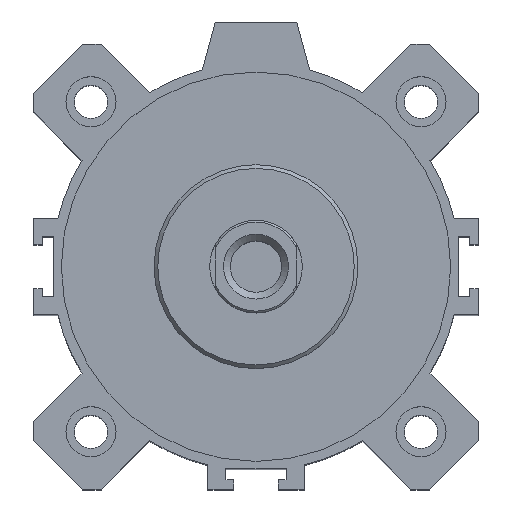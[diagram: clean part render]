
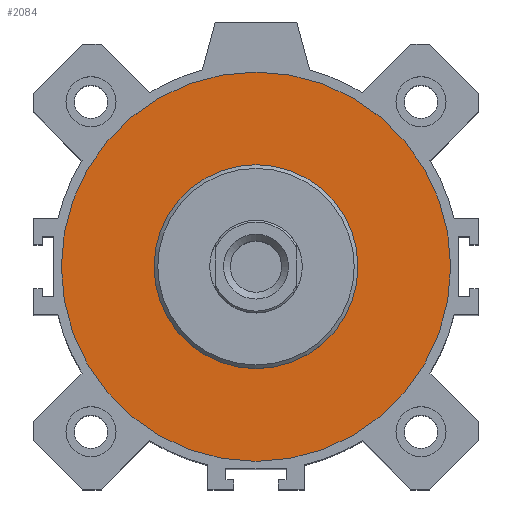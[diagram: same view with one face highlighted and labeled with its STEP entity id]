
A CAD part, top view. The second image highlights one B-rep face of the part: STEP entity #2084.
In plain terms, the highlighted planar face has unit normal (0, 0, 1).
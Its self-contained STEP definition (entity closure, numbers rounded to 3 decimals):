
#428=PLANE('',#2226);
#519=FACE_BOUND('',#715,.T.);
#520=FACE_BOUND('',#716,.T.);
#715=EDGE_LOOP('',(#1485));
#716=EDGE_LOOP('',(#1486));
#906=CIRCLE('',#2224,52.5);
#908=CIRCLE('',#2227,27.5);
#990=VERTEX_POINT('',#3082);
#992=VERTEX_POINT('',#3087);
#1198=EDGE_CURVE('',#990,#990,#906,.T.);
#1200=EDGE_CURVE('',#992,#992,#908,.T.);
#1485=ORIENTED_EDGE('',*,*,#1200,.F.);
#1486=ORIENTED_EDGE('',*,*,#1198,.F.);
#2084=ADVANCED_FACE('',(#519,#520),#428,.T.);
#2224=AXIS2_PLACEMENT_3D('',#3083,#2452,#2453);
#2226=AXIS2_PLACEMENT_3D('',#3086,#2456,#2457);
#2227=AXIS2_PLACEMENT_3D('',#3088,#2458,#2459);
#2452=DIRECTION('center_axis',(0.,0.,-1.));
#2453=DIRECTION('ref_axis',(-1.,0.,0.));
#2456=DIRECTION('center_axis',(0.,0.,1.));
#2457=DIRECTION('ref_axis',(1.,0.,0.));
#2458=DIRECTION('center_axis',(0.,0.,1.));
#2459=DIRECTION('ref_axis',(-1.,0.,0.));
#3082=CARTESIAN_POINT('',(52.5,0.,-2.));
#3083=CARTESIAN_POINT('Origin',(0.,0.,-2.));
#3086=CARTESIAN_POINT('Origin',(0.,0.,
-2.));
#3087=CARTESIAN_POINT('',(27.5,0.,-2.));
#3088=CARTESIAN_POINT('Origin',(0.,0.,-2.));
